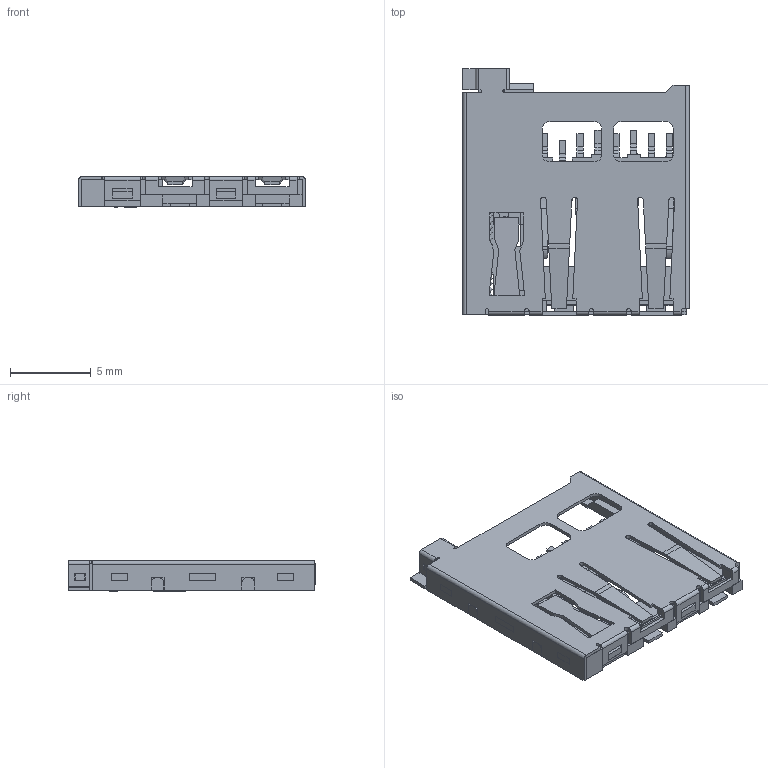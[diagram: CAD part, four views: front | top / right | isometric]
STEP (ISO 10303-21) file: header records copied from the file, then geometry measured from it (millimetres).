
FILE_DESCRIPTION(('STEP AP203'),'1');
FILE_NAME('693071010811.stp','2021-05-19T13:19:53',('TraceParts'),('TraceParts S.A.'),'Spatial InterOp 3D',' ',' ');
FILE_SCHEMA(('CONFIG_CONTROL_DESIGN'));
Length unit declared in the file: millimetre
Products named in the file (1): 1
Bounding box: 14 x 15.21 x 1.9 mm (x, y, z)
Volume: 133.8 mm3; surface area: 1148.1 mm2
Topology: 15 solids, 15 shells, 912 faces, 2564 edges, 1677 vertices
Faces by surface type: plane 664, cylinder 225, bspline 19, torus 4
Entity records: 32372 total; most frequent: CARTESIAN_POINT 8379, ORIENTED_EDGE 5120, DIRECTION 4741, EDGE_CURVE 2560, LINE 2057, VECTOR 2057, VERTEX_POINT 1677, AXIS2_PLACEMENT_3D 1342
